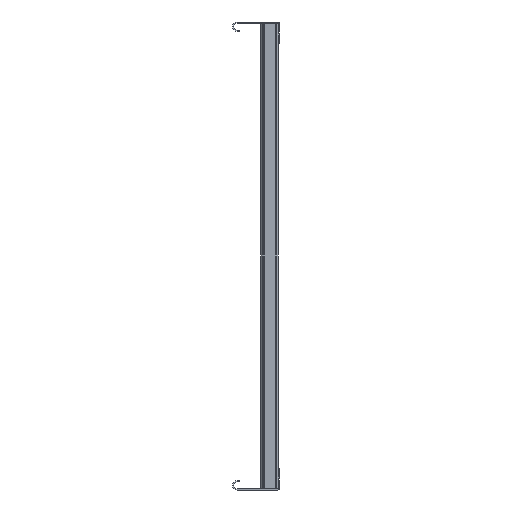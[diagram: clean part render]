
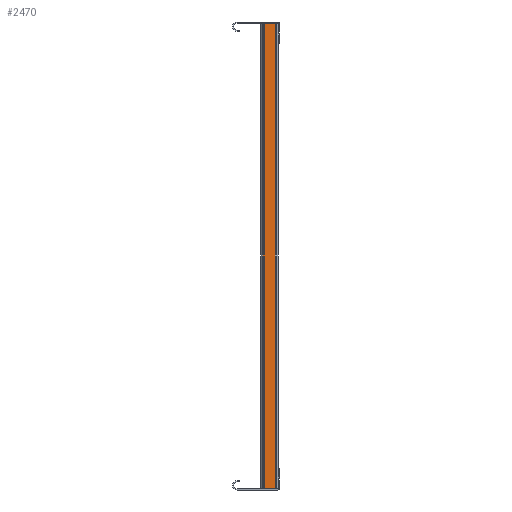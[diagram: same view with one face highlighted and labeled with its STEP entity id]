
A CAD part, left-side view. The second image highlights one B-rep face of the part: STEP entity #2470.
In plain terms, the highlighted face is planar.
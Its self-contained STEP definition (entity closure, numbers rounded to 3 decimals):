
#1805=DIRECTION('',(0.,-1.,0.));
#1806=VECTOR('',#1805,15.5);
#1807=CARTESIAN_POINT('',(-297.5,19.5,-20.));
#1808=LINE('',#1807,#1806);
#1938=DIRECTION('',(-1.,0.,0.));
#1939=VECTOR('',#1938,595.);
#1940=CARTESIAN_POINT('',(297.5,19.5,-20.));
#1941=LINE('',#1940,#1939);
#1946=DIRECTION('',(0.,-1.,0.));
#1947=VECTOR('',#1946,15.5);
#1948=CARTESIAN_POINT('',(297.5,19.5,-20.));
#1949=LINE('',#1948,#1947);
#1954=DIRECTION('',(1.,0.,0.));
#1955=VECTOR('',#1954,595.);
#1956=CARTESIAN_POINT('',(-297.5,4.,-20.));
#1957=LINE('',#1956,#1955);
#2158=CARTESIAN_POINT('',(-297.5,4.,-20.));
#2159=VERTEX_POINT('',#2158);
#2160=CARTESIAN_POINT('',(297.5,4.,-20.));
#2161=VERTEX_POINT('',#2160);
#2162=CARTESIAN_POINT('',(-297.5,19.5,-20.));
#2163=VERTEX_POINT('',#2162);
#2164=CARTESIAN_POINT('',(297.5,19.5,-20.));
#2165=VERTEX_POINT('',#2164);
#2457=CARTESIAN_POINT('',(297.5,4.,-20.));
#2458=DIRECTION('',(0.,0.,1.));
#2459=DIRECTION('',(1.,0.,0.));
#2460=AXIS2_PLACEMENT_3D('',#2457,#2458,#2459);
#2461=PLANE('',#2460);
#2462=ORIENTED_EDGE('',*,*,#2245,.T.);
#2464=ORIENTED_EDGE('',*,*,#2463,.T.);
#2466=ORIENTED_EDGE('',*,*,#2465,.F.);
#2467=ORIENTED_EDGE('',*,*,#2449,.T.);
#2468=EDGE_LOOP('',(#2462,#2464,#2466,#2467));
#2469=FACE_OUTER_BOUND('',#2468,.F.);
#2470=ADVANCED_FACE('',(#2469),#2461,.F.);
#2245=EDGE_CURVE('',#2163,#2159,#1808,.T.);
#2449=EDGE_CURVE('',#2165,#2163,#1941,.T.);
#2463=EDGE_CURVE('',#2159,#2161,#1957,.T.);
#2465=EDGE_CURVE('',#2165,#2161,#1949,.T.);
